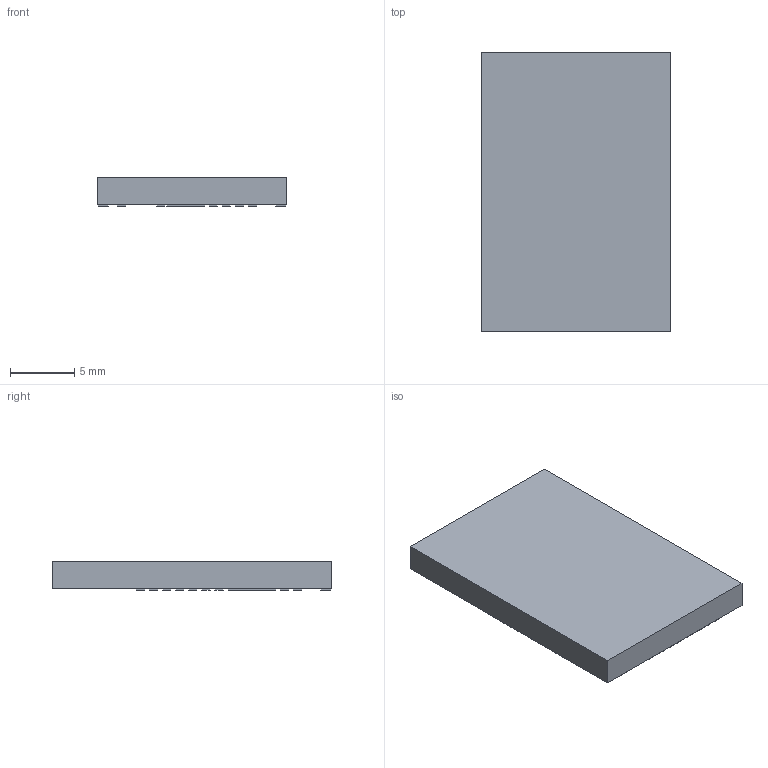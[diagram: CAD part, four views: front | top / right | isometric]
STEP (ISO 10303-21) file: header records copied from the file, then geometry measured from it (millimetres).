
FILE_DESCRIPTION(('FreeCAD Model'),'2;1');
FILE_NAME('1070859.1.2.stp','2020-04-12T16:17:23',( 'Author'),(''),'Open CASCADE STEP processor 6.9','FreeCAD','Unknown' );
FILE_SCHEMA(('AUTOMOTIVE_DESIGN { 1 0 10303 214 1 1 1 1 }'));
Length unit declared in the file: millimetre
Products named in the file (3): ASSEMBLY; Body; Pins
Assembly tree (2 placements, depth 2):
  ASSEMBLY
    Body
    Pins
Bounding box: 14.73 x 21.72 x 2.21 mm (x, y, z)
Volume: 678.3 mm3; surface area: 848.9 mm2
Topology: 30 solids, 30 shells, 180 faces, 360 edges, 240 vertices
Faces by surface type: plane 180
Entity records: 9506 total; most frequent: CARTESIAN_POINT 1503, DIRECTION 1446, LINE 1080, VECTOR 1080, ORIENTED_EDGE 720, PCURVE 720, DEFINITIONAL_REPRESENTATION 720, EDGE_CURVE 360
